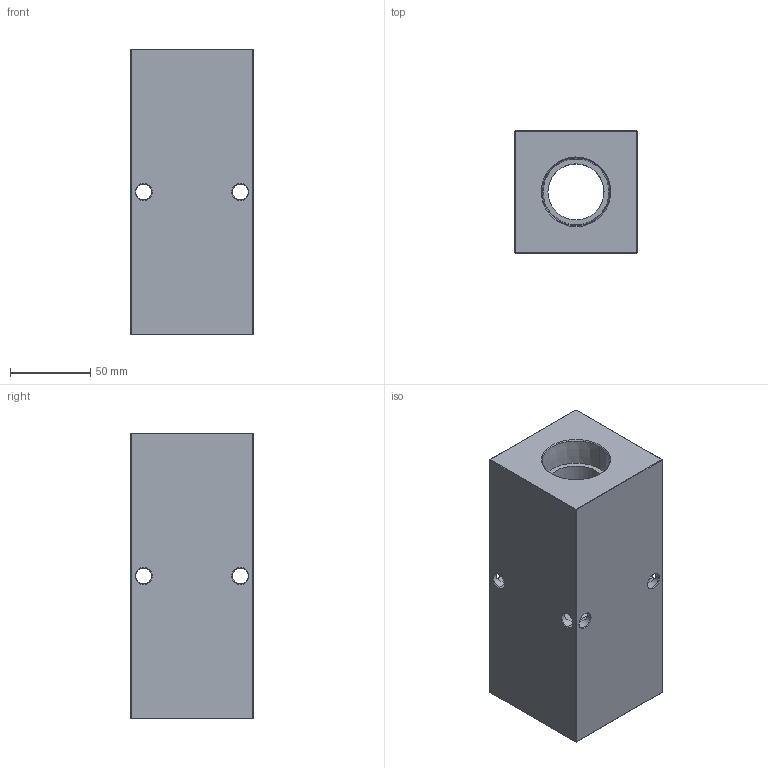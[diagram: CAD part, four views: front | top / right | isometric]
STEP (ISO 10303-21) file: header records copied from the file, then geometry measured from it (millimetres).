
FILE_DESCRIPTION (( 'STEP AP214' ), '1' );
FILE_NAME ('HM-2-0-P-20-12.STEP', '2019-07-13T13:59:10', ( '' ), ( '' ), 'SwSTEP 2.0', 'SolidWorks 2018', '' );
FILE_SCHEMA (( 'AUTOMOTIVE_DESIGN' ));
Length unit declared in the file: inch
Products named in the file (1): HM-2-0-P-20-12
Bounding box: 76.2 x 76.2 x 177.8 mm (x, y, z)
Volume: 805443.8 mm3; surface area: 92866.7 mm2
Topology: 1 solids, 1 shells, 490 faces, 1279 edges, 830 vertices
Faces by surface type: plane 246, bspline 186, cylinder 30, cone 28
Entity records: 30537 total; most frequent: CARTESIAN_POINT 13666, ORIENTED_EDGE 2558, DIRECTION 1545, EDGE_CURVE 1279, VERTEX_POINT 830, VECTOR 807, LINE 807, EDGE_LOOP 551
